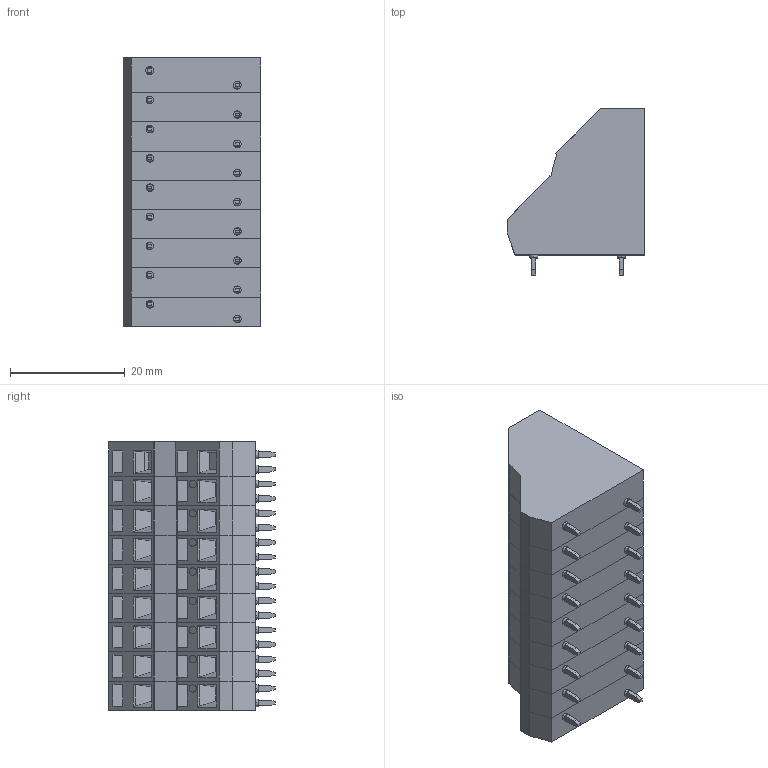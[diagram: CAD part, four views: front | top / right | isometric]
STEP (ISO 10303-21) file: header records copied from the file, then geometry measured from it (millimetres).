
FILE_DESCRIPTION(('SolidDesigner STEP Export'),'2;1');
FILE_NAME('zfkkdsa_1.5-5.08-9.stp','2013-09-12T 9:17:28',(''),(''),'Creo Elements/Direct Modeling STEP processor for AP214 (Solid Model)','Creo Elements/Direct Modeling 18.1B 29-Sep-2012 (C) Parametric Technology GmbH','');
FILE_SCHEMA(('AUTOMOTIVE_DESIGN { 1 0 10303 214 1 1 1 1 }'));
Length unit declared in the file: millimetre
Products named in the file (4): zfkkdsa_1.5-6.08; zfkkds_1.5-5.08.1; zfkkds_1.5-5.08; zfkkdsa_1.5-5.08-9
Assembly tree (9 placements, depth 2):
  zfkkdsa_1.5-5.08-9
    zfkkds_1.5-5.08
    zfkkds_1.5-5.08.1  x7
    zfkkdsa_1.5-6.08
Bounding box: 24 x 29 x 46.72 mm (x, y, z)
Volume: 19795.1 mm3; surface area: 14018.4 mm2
Topology: 9 solids, 9 shells, 698 faces, 1695 edges, 1109 vertices
Faces by surface type: plane 575, cylinder 63, torus 40, cone 20
Entity records: 10651 total; most frequent: ORIENTED_EDGE 1410, CARTESIAN_POINT 1390, DIRECTION 1366, EDGE_CURVE 705, VECTOR 504, LINE 504, VERTEX_POINT 455, AXIS2_PLACEMENT_3D 431
